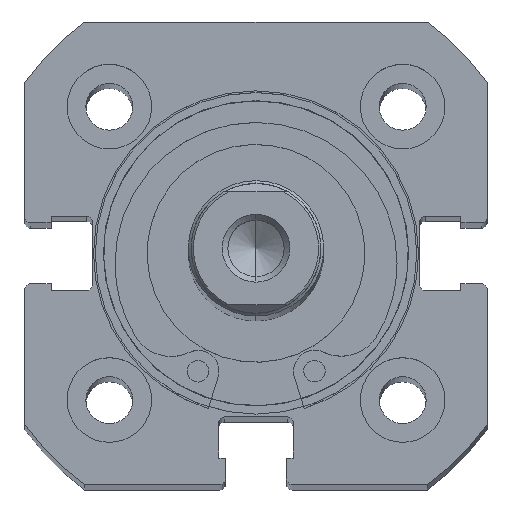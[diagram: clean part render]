
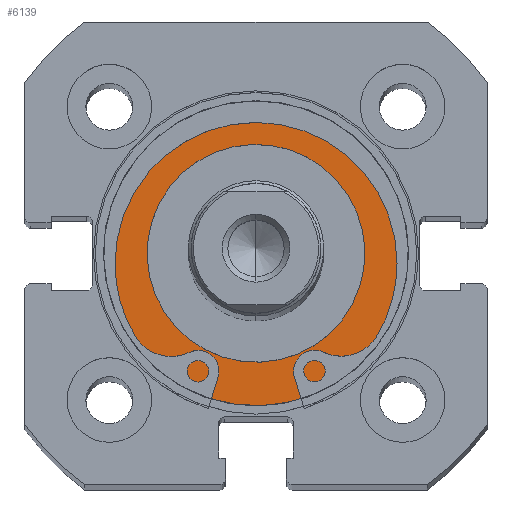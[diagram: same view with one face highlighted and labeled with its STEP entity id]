
A CAD part, top view. The second image highlights one B-rep face of the part: STEP entity #6139.
In plain terms, the highlighted face is planar.
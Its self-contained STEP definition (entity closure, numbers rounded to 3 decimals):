
#646 = CIRCLE ( 'NONE', #2928, 9.65 ) ;
#649 = CIRCLE ( 'NONE', #2929, 9.65 ) ;
#673 = CIRCLE ( 'NONE', #2939, 13.5 ) ;
#701 = CIRCLE ( 'NONE', #2956, 13.5 ) ;
#1374 = CARTESIAN_POINT ( 'NONE',  ( 2., 0., 13.5 ) ) ;
#1400 = CARTESIAN_POINT ( 'NONE',  ( 2., 0., 9.65 ) ) ;
#1407 = CARTESIAN_POINT ( 'NONE',  ( 2., 0., -13.5 ) ) ;
#1431 = CARTESIAN_POINT ( 'NONE',  ( 2., 0., -9.65 ) ) ;
#2190 = CARTESIAN_POINT ( 'NONE',  ( 2., 13.5, 0. ) ) ;
#2191 = PLANE ( 'NONE',  #3197 ) ;
#2192 = DIRECTION ( 'NONE',  ( 1., 0., 0. ) ) ;
#2193 = DIRECTION ( 'NONE',  ( 0., 0., -1. ) ) ;
#2662 = EDGE_CURVE ( 'NONE', #5753, #5848, #646, .T. ) ;
#2664 = EDGE_CURVE ( 'NONE', #5848, #5753, #649, .T. ) ;
#2681 = EDGE_CURVE ( 'NONE', #5779, #5085, #673, .T. ) ;
#2704 = EDGE_CURVE ( 'NONE', #5085, #5779, #701, .T. ) ;
#2928 = AXIS2_PLACEMENT_3D ( 'NONE', #4589, #4591, #4592 ) ;
#2929 = AXIS2_PLACEMENT_3D ( 'NONE', #4590, #4598, #4599 ) ;
#2939 = AXIS2_PLACEMENT_3D ( 'NONE', #4644, #4645, #4646 ) ;
#2956 = AXIS2_PLACEMENT_3D ( 'NONE', #4707, #4717, #4718 ) ;
#3197 = AXIS2_PLACEMENT_3D ( 'NONE', #2190, #2192, #2193 ) ;
#4589 = CARTESIAN_POINT ( 'NONE',  ( 2., 0., 0. ) ) ;
#4590 = CARTESIAN_POINT ( 'NONE',  ( 2., 0., 0. ) ) ;
#4591 = DIRECTION ( 'NONE',  ( -1., 0., 0. ) ) ;
#4592 = DIRECTION ( 'NONE',  ( 0., 0., 1. ) ) ;
#4598 = DIRECTION ( 'NONE',  ( -1., 0., 0. ) ) ;
#4599 = DIRECTION ( 'NONE',  ( 0., 0., 1. ) ) ;
#4644 = CARTESIAN_POINT ( 'NONE',  ( 2., 0., 0. ) ) ;
#4645 = DIRECTION ( 'NONE',  ( -1., 0., 0. ) ) ;
#4646 = DIRECTION ( 'NONE',  ( 0., 0., 1. ) ) ;
#4707 = CARTESIAN_POINT ( 'NONE',  ( 2., 0., 0. ) ) ;
#4717 = DIRECTION ( 'NONE',  ( -1., 0., 0. ) ) ;
#4718 = DIRECTION ( 'NONE',  ( 0., 0., 1. ) ) ;
#4955 = FACE_BOUND ( 'NONE', #5159, .T. ) ;
#4960 = FACE_OUTER_BOUND ( 'NONE', #6160, .T. ) ;
#5085 = VERTEX_POINT ( 'NONE', #1374 ) ;
#5159 = EDGE_LOOP ( 'NONE', ( #5311, #5264 ) ) ;
#5264 = ORIENTED_EDGE ( 'NONE', *, *, #2664, .F. ) ;
#5272 = ORIENTED_EDGE ( 'NONE', *, *, #2681, .T. ) ;
#5277 = ORIENTED_EDGE ( 'NONE', *, *, #2704, .T. ) ;
#5311 = ORIENTED_EDGE ( 'NONE', *, *, #2662, .F. ) ;
#5753 = VERTEX_POINT ( 'NONE', #1400 ) ;
#5779 = VERTEX_POINT ( 'NONE', #1407 ) ;
#5848 = VERTEX_POINT ( 'NONE', #1431 ) ;
#6139 = ADVANCED_FACE ( 'NONE', ( #4955, #4960 ), #2191, .F. ) ;
#6160 = EDGE_LOOP ( 'NONE', ( #5277, #5272 ) ) ;
